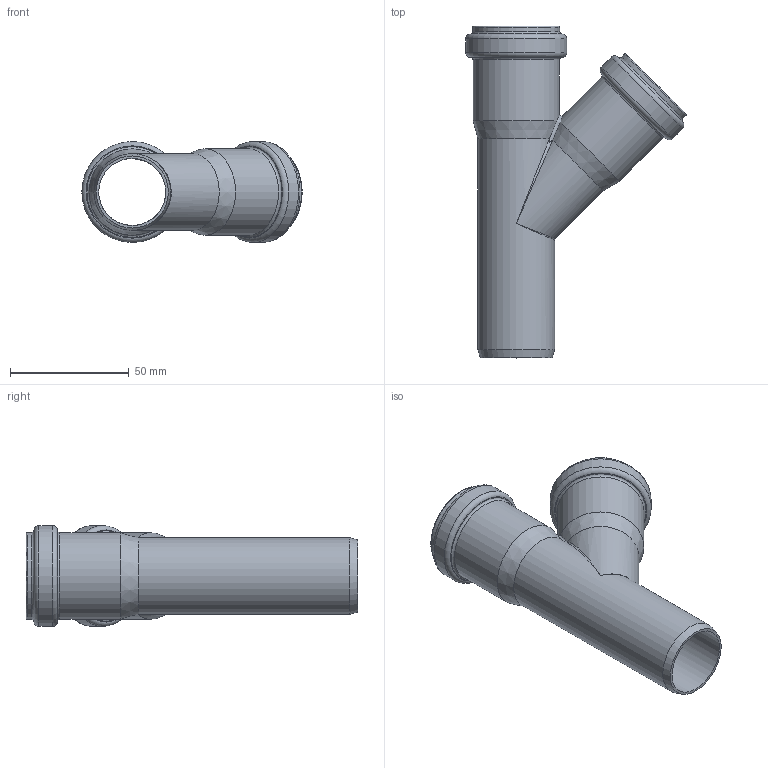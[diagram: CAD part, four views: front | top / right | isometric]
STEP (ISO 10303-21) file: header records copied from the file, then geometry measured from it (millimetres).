
FILE_DESCRIPTION(/* description */ (''),/* implementation_level */ '2;1');
FILE_NAME(/* name */ '559600 HTEA DN_OD 32_32_45° weiß.stp',/* time_stamp */ '2018-01-12T10:23:33+01:00',/* author */ ('user1'),/* organization */ (''),/* preprocessor_version */ 'ST-DEVELOPER v16.1',/* originating_system */ 'Autodesk Inventor 2016',/* authorisation */ '');
FILE_SCHEMA (('AUTOMOTIVE_DESIGN { 1 0 10303 214 3 1 1 }'));
Length unit declared in the file: millimetre
Products named in the file (1): 559600 HTEA DN_OD 32_32_45° weiß
Bounding box: 92.62 x 139.5 x 42.4 mm (x, y, z)
Volume: 39902.9 mm3; surface area: 41981.6 mm2
Topology: 1 solids, 1 shells, 64 faces, 153 edges, 88 vertices
Faces by surface type: torus 20, cylinder 18, cone 13, plane 9, bspline 4
Full cylindrical faces by diameter (mm): 28.2 x1, 32.2 x1, 32.7 x2, 33 x4, 36.3 x2, 36.6 x2, 38.8 x2, 42.4 x2
Entity records: 23915 total; most frequent: CARTESIAN_POINT 22649, DIRECTION 283, ORIENTED_EDGE 188, AXIS2_PLACEMENT_3D 140, EDGE_LOOP 116, EDGE_CURVE 94, VERTEX_POINT 80, FACE_OUTER_BOUND 64
